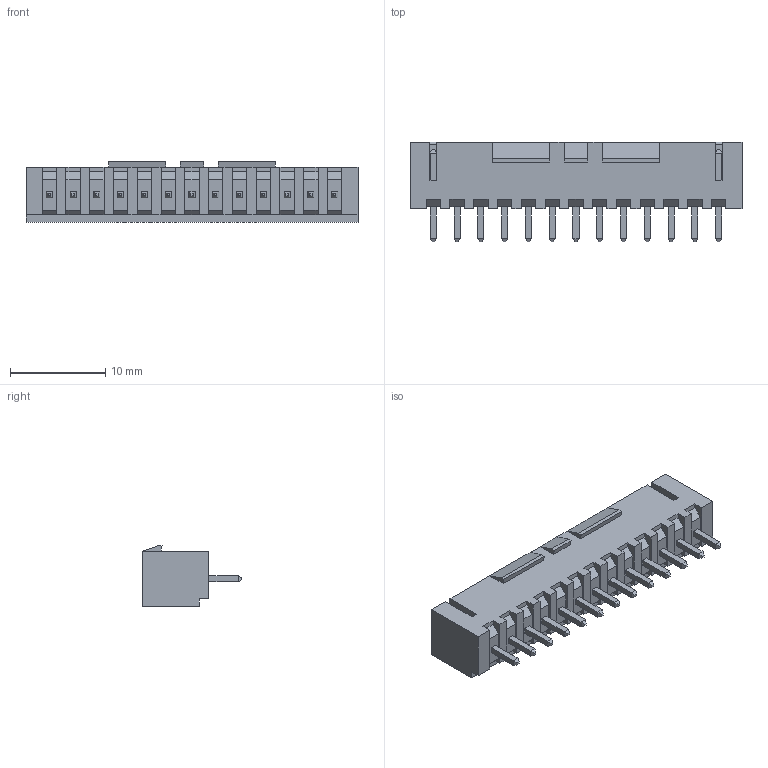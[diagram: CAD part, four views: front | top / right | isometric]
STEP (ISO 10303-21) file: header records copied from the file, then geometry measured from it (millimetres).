
FILE_DESCRIPTION((''),'2;1');
FILE_NAME('SMW250-13_P2-5_L34-9_W5-8_H7','2019-10-23T',('Dragos'),(''),'PRO/ENGINEER BY PARAMETRIC TECHNOLOGY CORPORATION, 2004440','PRO/ENGINEER BY PARAMETRIC TECHNOLOGY CORPORATION, 2004440','');
FILE_SCHEMA(('AUTOMOTIVE_DESIGN { 1 0 10303 214 1 1 1 1 }'));
Length unit declared in the file: millimetre
Products named in the file (1): SMW250-13_P2-5_L34-9_W5-8_H7
Bounding box: 34.9 x 10.5 x 6.39 mm (x, y, z)
Volume: 697.4 mm3; surface area: 1629.1 mm2
Topology: 1 solids, 1 shells, 366 faces, 900 edges, 562 vertices
Faces by surface type: plane 366
Entity records: 15979 total; most frequent: CARTESIAN_POINT 1830, ORIENTED_EDGE 1800, DIRECTION 1634, PRESENTATION_STYLE_ASSIGNMENT 1136, STYLED_ITEM 902, CURVE_STYLE 901, VECTOR 900, LINE 900
